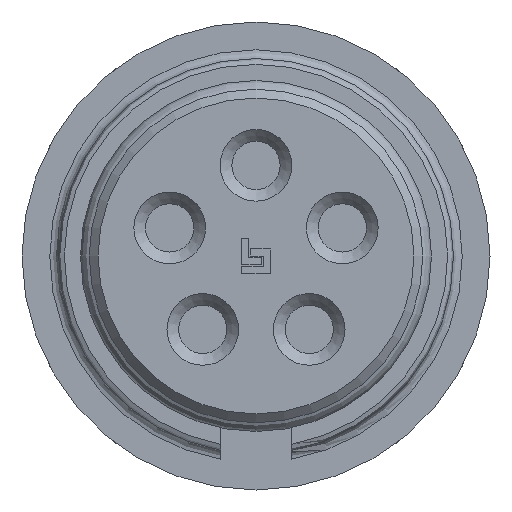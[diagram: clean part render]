
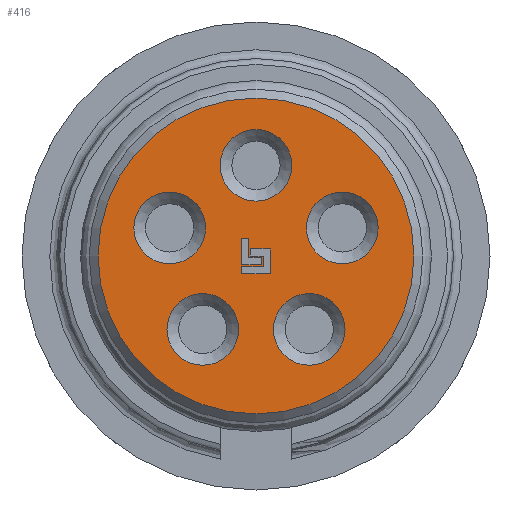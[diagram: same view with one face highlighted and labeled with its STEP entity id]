
A CAD part, left-side view. The second image highlights one B-rep face of the part: STEP entity #416.
In plain terms, the highlighted planar face has unit normal (-1, 0, 0).
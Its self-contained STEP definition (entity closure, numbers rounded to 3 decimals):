
#192=LINE('',#2420,#246);
#194=LINE('',#2424,#248);
#196=LINE('',#2428,#250);
#198=LINE('',#2432,#252);
#200=LINE('',#2436,#254);
#202=LINE('',#2440,#256);
#204=LINE('',#2444,#258);
#205=LINE('',#2446,#259);
#206=LINE('',#2448,#260);
#209=LINE('',#2454,#263);
#211=LINE('',#2458,#265);
#213=LINE('',#2462,#267);
#215=LINE('',#2466,#269);
#217=LINE('',#2470,#271);
#246=VECTOR('',#1837,1.);
#248=VECTOR('',#1841,1.);
#250=VECTOR('',#1845,1.);
#252=VECTOR('',#1849,1.);
#254=VECTOR('',#1853,1.);
#256=VECTOR('',#1857,1.);
#258=VECTOR('',#1861,1.);
#259=VECTOR('',#1864,1.);
#260=VECTOR('',#1867,1.);
#263=VECTOR('',#1872,1.);
#265=VECTOR('',#1876,1.);
#267=VECTOR('',#1880,1.);
#269=VECTOR('',#1884,1.);
#271=VECTOR('',#1888,1.);
#323=PLANE('',#1529);
#416=ADVANCED_FACE('',(#559,#560,#561,#562,#563,#564,#565,#566),#323,.T.);
#559=FACE_BOUND('',#719,.T.);
#560=FACE_BOUND('',#720,.T.);
#561=FACE_BOUND('',#721,.T.);
#562=FACE_BOUND('',#722,.T.);
#563=FACE_BOUND('',#723,.T.);
#564=FACE_BOUND('',#724,.T.);
#565=FACE_BOUND('',#725,.T.);
#566=FACE_BOUND('',#726,.T.);
#719=EDGE_LOOP('',(#999));
#720=EDGE_LOOP('',(#1000));
#721=EDGE_LOOP('',(#1001));
#722=EDGE_LOOP('',(#1002));
#723=EDGE_LOOP('',(#1003));
#724=EDGE_LOOP('',(#1004));
#725=EDGE_LOOP('',(#1005,#1006,#1007,#1008,#1009,#1010));
#726=EDGE_LOOP('',(#1011,#1012,#1013,#1014,#1015,#1016,#1017,#1018));
#999=ORIENTED_EDGE('',*,*,#1288,.T.);
#1000=ORIENTED_EDGE('',*,*,#1287,.T.);
#1001=ORIENTED_EDGE('',*,*,#1286,.T.);
#1002=ORIENTED_EDGE('',*,*,#1285,.T.);
#1003=ORIENTED_EDGE('',*,*,#1284,.T.);
#1004=ORIENTED_EDGE('',*,*,#1283,.T.);
#1005=ORIENTED_EDGE('',*,*,#1282,.F.);
#1006=ORIENTED_EDGE('',*,*,#1280,.F.);
#1007=ORIENTED_EDGE('',*,*,#1278,.F.);
#1008=ORIENTED_EDGE('',*,*,#1276,.F.);
#1009=ORIENTED_EDGE('',*,*,#1274,.F.);
#1010=ORIENTED_EDGE('',*,*,#1271,.F.);
#1011=ORIENTED_EDGE('',*,*,#1270,.T.);
#1012=ORIENTED_EDGE('',*,*,#1269,.T.);
#1013=ORIENTED_EDGE('',*,*,#1267,.T.);
#1014=ORIENTED_EDGE('',*,*,#1265,.T.);
#1015=ORIENTED_EDGE('',*,*,#1263,.T.);
#1016=ORIENTED_EDGE('',*,*,#1261,.T.);
#1017=ORIENTED_EDGE('',*,*,#1259,.T.);
#1018=ORIENTED_EDGE('',*,*,#1257,.T.);
#1123=VERTEX_POINT('',#2417);
#1124=VERTEX_POINT('',#2419);
#1125=VERTEX_POINT('',#2423);
#1126=VERTEX_POINT('',#2427);
#1127=VERTEX_POINT('',#2431);
#1128=VERTEX_POINT('',#2435);
#1129=VERTEX_POINT('',#2439);
#1130=VERTEX_POINT('',#2443);
#1131=VERTEX_POINT('',#2449);
#1132=VERTEX_POINT('',#2450);
#1133=VERTEX_POINT('',#2455);
#1134=VERTEX_POINT('',#2459);
#1135=VERTEX_POINT('',#2463);
#1136=VERTEX_POINT('',#2467);
#1137=VERTEX_POINT('',#2473);
#1138=VERTEX_POINT('',#2476);
#1139=VERTEX_POINT('',#2479);
#1140=VERTEX_POINT('',#2482);
#1141=VERTEX_POINT('',#2485);
#1142=VERTEX_POINT('',#2488);
#1257=EDGE_CURVE('',#1123,#1124,#192,.T.);
#1259=EDGE_CURVE('',#1125,#1123,#194,.T.);
#1261=EDGE_CURVE('',#1126,#1125,#196,.T.);
#1263=EDGE_CURVE('',#1127,#1126,#198,.T.);
#1265=EDGE_CURVE('',#1128,#1127,#200,.T.);
#1267=EDGE_CURVE('',#1129,#1128,#202,.T.);
#1269=EDGE_CURVE('',#1130,#1129,#204,.T.);
#1270=EDGE_CURVE('',#1124,#1130,#205,.T.);
#1271=EDGE_CURVE('',#1131,#1132,#206,.T.);
#1274=EDGE_CURVE('',#1132,#1133,#209,.T.);
#1276=EDGE_CURVE('',#1133,#1134,#211,.T.);
#1278=EDGE_CURVE('',#1134,#1135,#213,.T.);
#1280=EDGE_CURVE('',#1135,#1136,#215,.T.);
#1282=EDGE_CURVE('',#1136,#1131,#217,.T.);
#1283=EDGE_CURVE('',#1137,#1137,#1359,.T.);
#1284=EDGE_CURVE('',#1138,#1138,#1360,.T.);
#1285=EDGE_CURVE('',#1139,#1139,#1361,.T.);
#1286=EDGE_CURVE('',#1140,#1140,#1362,.T.);
#1287=EDGE_CURVE('',#1141,#1141,#1363,.T.);
#1288=EDGE_CURVE('',#1142,#1142,#1364,.T.);
#1359=CIRCLE('',#1518,1.225);
#1360=CIRCLE('',#1520,1.225);
#1361=CIRCLE('',#1522,1.225);
#1362=CIRCLE('',#1524,1.225);
#1363=CIRCLE('',#1526,1.225);
#1364=CIRCLE('',#1528,5.4);
#1518=AXIS2_PLACEMENT_3D('',#2472,#1891,#1892);
#1520=AXIS2_PLACEMENT_3D('',#2475,#1895,#1896);
#1522=AXIS2_PLACEMENT_3D('',#2478,#1899,#1900);
#1524=AXIS2_PLACEMENT_3D('',#2481,#1903,#1904);
#1526=AXIS2_PLACEMENT_3D('',#2484,#1907,#1908);
#1528=AXIS2_PLACEMENT_3D('',#2487,#1911,#1912);
#1529=AXIS2_PLACEMENT_3D('',#2489,#1913,#1914);
#1837=DIRECTION('',(0.,0.,1.));
#1841=DIRECTION('',(0.,1.,0.));
#1845=DIRECTION('',(0.,0.,1.));
#1849=DIRECTION('',(0.,-1.,0.));
#1853=DIRECTION('',(0.,0.,1.));
#1857=DIRECTION('',(0.,1.,0.));
#1861=DIRECTION('',(0.,0.,-1.));
#1864=DIRECTION('',(0.,-1.,0.));
#1867=DIRECTION('',(0.,-1.,0.));
#1872=DIRECTION('',(0.,0.,1.));
#1876=DIRECTION('',(0.,1.,0.));
#1880=DIRECTION('',(0.,0.,1.));
#1884=DIRECTION('',(0.,1.,0.));
#1888=DIRECTION('',(0.,0.,-1.));
#1891=DIRECTION('',(1.,0.,0.));
#1892=DIRECTION('',(0.,0.,1.));
#1895=DIRECTION('',(1.,0.,0.));
#1896=DIRECTION('',(0.,0.,1.));
#1899=DIRECTION('',(1.,0.,0.));
#1900=DIRECTION('',(0.,0.,1.));
#1903=DIRECTION('',(1.,0.,0.));
#1904=DIRECTION('',(0.,0.,1.));
#1907=DIRECTION('',(1.,0.,0.));
#1908=DIRECTION('',(0.,0.,1.));
#1911=DIRECTION('',(-1.,0.,0.));
#1912=DIRECTION('',(0.,0.,1.));
#1913=DIRECTION('',(-1.,0.,0.));
#1914=DIRECTION('',(0.,0.,1.));
#2417=CARTESIAN_POINT('',(-12.6,0.19,0.));
#2419=CARTESIAN_POINT('',(-12.6,0.19,0.24));
#2420=CARTESIAN_POINT('',(-12.6,0.19,0.));
#2423=CARTESIAN_POINT('',(-12.6,-0.25,0.));
#2424=CARTESIAN_POINT('',(-12.6,0.,0.));
#2427=CARTESIAN_POINT('',(-12.6,-0.25,-0.36));
#2428=CARTESIAN_POINT('',(-12.6,-0.25,0.));
#2431=CARTESIAN_POINT('',(-12.6,0.49,-0.36));
#2432=CARTESIAN_POINT('',(-12.6,0.,-0.36));
#2435=CARTESIAN_POINT('',(-12.6,0.49,-0.6));
#2436=CARTESIAN_POINT('',(-12.6,0.49,0.));
#2439=CARTESIAN_POINT('',(-12.6,-0.49,-0.6));
#2440=CARTESIAN_POINT('',(-12.6,0.,-0.6));
#2443=CARTESIAN_POINT('',(-12.6,-0.49,0.24));
#2444=CARTESIAN_POINT('',(-12.6,-0.49,0.));
#2446=CARTESIAN_POINT('',(-12.6,0.,0.24));
#2448=CARTESIAN_POINT('',(-12.6,0.,-0.3));
#2449=CARTESIAN_POINT('',(-12.6,0.49,-0.3));
#2450=CARTESIAN_POINT('',(-12.6,-0.19,-0.3));
#2454=CARTESIAN_POINT('',(-12.6,-0.19,0.));
#2455=CARTESIAN_POINT('',(-12.6,-0.19,-0.06));
#2458=CARTESIAN_POINT('',(-12.6,0.,-0.06));
#2459=CARTESIAN_POINT('',(-12.6,0.25,-0.06));
#2462=CARTESIAN_POINT('',(-12.6,0.25,0.));
#2463=CARTESIAN_POINT('',(-12.6,0.25,0.6));
#2466=CARTESIAN_POINT('',(-12.6,0.,0.6));
#2467=CARTESIAN_POINT('',(-12.6,0.49,0.6));
#2470=CARTESIAN_POINT('',(-12.6,0.49,0.));
#2472=CARTESIAN_POINT('',(-12.6,1.82,-2.51));
#2473=CARTESIAN_POINT('',(-12.6,1.82,-1.285));
#2475=CARTESIAN_POINT('',(-12.6,2.95,0.96));
#2476=CARTESIAN_POINT('',(-12.6,2.95,2.185));
#2478=CARTESIAN_POINT('',(-12.6,0.,3.1));
#2479=CARTESIAN_POINT('',(-12.6,0.,4.325));
#2481=CARTESIAN_POINT('',(-12.6,-2.95,0.96));
#2482=CARTESIAN_POINT('',(-12.6,-2.95,2.185));
#2484=CARTESIAN_POINT('',(-12.6,-1.82,-2.51));
#2485=CARTESIAN_POINT('',(-12.6,-1.82,-1.285));
#2487=CARTESIAN_POINT('',(-12.6,0.,0.));
#2488=CARTESIAN_POINT('',(-12.6,0.,5.4));
#2489=CARTESIAN_POINT('',(-12.6,0.,0.));
